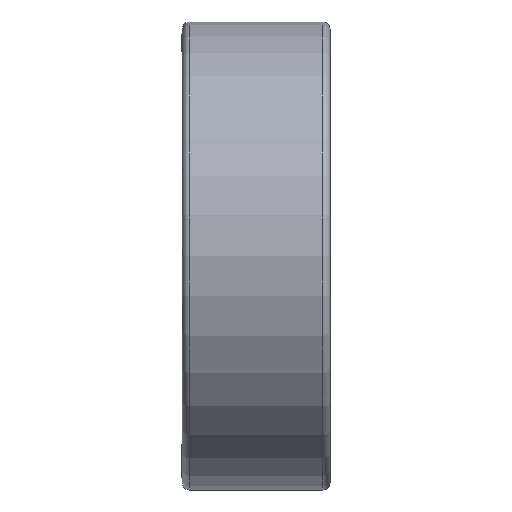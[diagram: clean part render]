
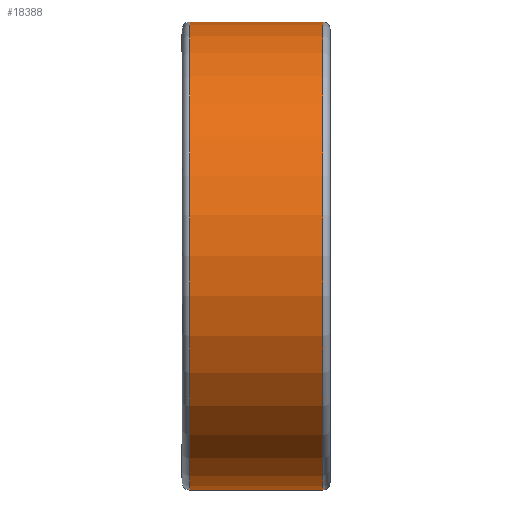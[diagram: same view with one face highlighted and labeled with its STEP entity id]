
A CAD part, top view. The second image highlights one B-rep face of the part: STEP entity #18388.
In plain terms, the highlighted cylindrical face has radius 9.5 mm (diameter 19 mm), a partial arc.
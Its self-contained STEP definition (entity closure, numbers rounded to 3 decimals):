
#9253=DIRECTION('',(-1.,0.,0.));
#9254=VECTOR('',#9253,5.4);
#9255=CARTESIAN_POINT('',(2.7,9.5,0.));
#9256=LINE('',#9255,#9254);
#9260=DIRECTION('',(-1.,0.,0.));
#9261=VECTOR('',#9260,5.4);
#9262=CARTESIAN_POINT('',(2.7,-9.5,0.));
#9263=LINE('',#9262,#9261);
#9275=CARTESIAN_POINT('',(2.7,0.,0.));
#9276=DIRECTION('',(1.,0.,0.));
#9277=DIRECTION('',(0.,1.,0.));
#9278=AXIS2_PLACEMENT_3D('',#9275,#9276,#9277);
#9283=CARTESIAN_POINT('',(-2.7,0.,0.));
#9284=DIRECTION('',(1.,0.,0.));
#9285=DIRECTION('',(0.,1.,0.));
#9286=AXIS2_PLACEMENT_3D('',#9283,#9284,#9285);
#15666=CARTESIAN_POINT('',(2.7,9.5,0.));
#15667=CARTESIAN_POINT('',(-2.7,9.5,0.));
#15668=VERTEX_POINT('',#15666);
#15669=VERTEX_POINT('',#15667);
#15678=CARTESIAN_POINT('',(2.7,-9.5,0.));
#15679=CARTESIAN_POINT('',(-2.7,-9.5,0.));
#15680=VERTEX_POINT('',#15678);
#15681=VERTEX_POINT('',#15679);
#18376=CARTESIAN_POINT('',(-3.3,0.,0.));
#18377=DIRECTION('',(1.,0.,0.));
#18378=DIRECTION('',(0.,-1.,0.));
#18379=AXIS2_PLACEMENT_3D('',#18376,#18377,#18378);
#18380=CYLINDRICAL_SURFACE('',#18379,9.5);
#18381=ORIENTED_EDGE('',*,*,#18366,.F.);
#18382=ORIENTED_EDGE('',*,*,#18343,.T.);
#18383=ORIENTED_EDGE('',*,*,#18370,.T.);
#18385=ORIENTED_EDGE('',*,*,#18384,.F.);
#18386=EDGE_LOOP('',(#18381,#18382,#18383,#18385));
#18387=FACE_OUTER_BOUND('',#18386,.F.);
#9279=CIRCLE('',#9278,9.5);
#9287=CIRCLE('',#9286,9.5);
#18343=EDGE_CURVE('',#15668,#15680,#9279,.T.);
#18366=EDGE_CURVE('',#15668,#15669,#9256,.T.);
#18370=EDGE_CURVE('',#15680,#15681,#9263,.T.);
#18384=EDGE_CURVE('',#15669,#15681,#9287,.T.);
#18388=ADVANCED_FACE('',(#18387),#18380,.T.);
